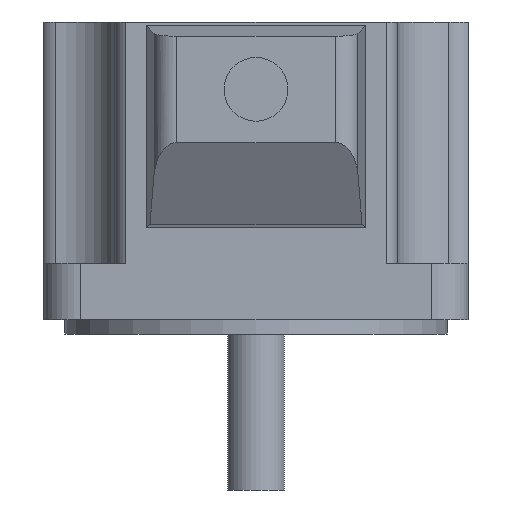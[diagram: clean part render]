
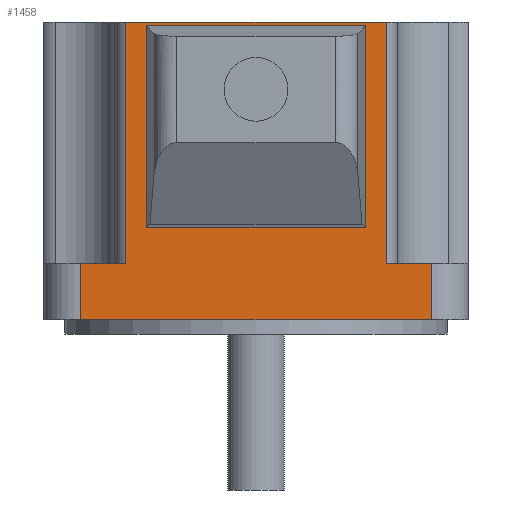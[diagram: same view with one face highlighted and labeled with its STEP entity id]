
A CAD part, front view. The second image highlights one B-rep face of the part: STEP entity #1458.
In plain terms, the highlighted planar face has unit normal (0, -1, 0).
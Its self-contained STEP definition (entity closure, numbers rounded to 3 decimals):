
#22 = EDGE_CURVE ( 'NONE', #391, #1005, #36, .T. ) ;
#36 = LINE ( 'NONE', #1150, #1717 ) ;
#54 = CARTESIAN_POINT ( 'NONE',  ( -18.397, -30., 42. ) ) ;
#130 = CARTESIAN_POINT ( 'NONE',  ( 24.7, -30., 0. ) ) ;
#139 = VECTOR ( 'NONE', #404, 1000. ) ;
#144 = EDGE_LOOP ( 'NONE', ( #1602, #1118, #1225, #1301, #683, #1437, #759, #1720 ) ) ;
#178 = CARTESIAN_POINT ( 'NONE',  ( -15.5, -30., 13. ) ) ;
#217 = VECTOR ( 'NONE', #1071, 1000. ) ;
#234 = ORIENTED_EDGE ( 'NONE', *, *, #1553, .F. ) ;
#238 = FACE_BOUND ( 'NONE', #1723, .T. ) ;
#247 = VECTOR ( 'NONE', #358, 1000. ) ;
#248 = VECTOR ( 'NONE', #1759, 1000. ) ;
#257 = PLANE ( 'NONE',  #697 ) ;
#261 = CARTESIAN_POINT ( 'NONE',  ( -24.7, -30., 8. ) ) ;
#273 = LINE ( 'NONE', #1430, #1115 ) ;
#274 = CARTESIAN_POINT ( 'NONE',  ( 15.5, -30., 41.5 ) ) ;
#287 = FACE_OUTER_BOUND ( 'NONE', #144, .T. ) ;
#323 = CARTESIAN_POINT ( 'NONE',  ( -30., -30., 41.5 ) ) ;
#331 = VECTOR ( 'NONE', #337, 1000. ) ;
#334 = VECTOR ( 'NONE', #1743, 1000. ) ;
#337 = DIRECTION ( 'NONE',  ( -1., 0., 0. ) ) ;
#349 = ORIENTED_EDGE ( 'NONE', *, *, #734, .F. ) ;
#351 = VERTEX_POINT ( 'NONE', #274 ) ;
#358 = DIRECTION ( 'NONE',  ( 0., 0., -1. ) ) ;
#391 = VERTEX_POINT ( 'NONE', #54 ) ;
#404 = DIRECTION ( 'NONE',  ( 1., 0., 0. ) ) ;
#467 = DIRECTION ( 'NONE',  ( -1., 0., 0. ) ) ;
#469 = LINE ( 'NONE', #585, #1166 ) ;
#484 = LINE ( 'NONE', #1367, #217 ) ;
#495 = EDGE_CURVE ( 'NONE', #1005, #1243, #1603, .T. ) ;
#504 = VERTEX_POINT ( 'NONE', #1030 ) ;
#532 = CARTESIAN_POINT ( 'NONE',  ( -15.5, -30., 8. ) ) ;
#533 = EDGE_CURVE ( 'NONE', #351, #1407, #1456, .T. ) ;
#567 = VERTEX_POINT ( 'NONE', #178 ) ;
#571 = CARTESIAN_POINT ( 'NONE',  ( -30., -30., 13. ) ) ;
#585 = CARTESIAN_POINT ( 'NONE',  ( 15.5, -30., 8. ) ) ;
#593 = LINE ( 'NONE', #1170, #334 ) ;
#633 = VECTOR ( 'NONE', #1756, 1000. ) ;
#670 = DIRECTION ( 'NONE',  ( 0., 0., 1. ) ) ;
#683 = ORIENTED_EDGE ( 'NONE', *, *, #495, .F. ) ;
#697 = AXIS2_PLACEMENT_3D ( 'NONE', #1391, #1706, #670 ) ;
#734 = EDGE_CURVE ( 'NONE', #1304, #351, #469, .T. ) ;
#738 = EDGE_CURVE ( 'NONE', #1795, #1258, #1159, .T. ) ;
#753 = CARTESIAN_POINT ( 'NONE',  ( 15.5, -30., 13. ) ) ;
#759 = ORIENTED_EDGE ( 'NONE', *, *, #1220, .F. ) ;
#811 = EDGE_CURVE ( 'NONE', #1407, #567, #948, .T. ) ;
#892 = CARTESIAN_POINT ( 'NONE',  ( -30., -30., 8. ) ) ;
#923 = VERTEX_POINT ( 'NONE', #261 ) ;
#929 = VECTOR ( 'NONE', #1746, 1000. ) ;
#939 = CARTESIAN_POINT ( 'NONE',  ( 18.397, -30., 42. ) ) ;
#948 = LINE ( 'NONE', #532, #247 ) ;
#1005 = VERTEX_POINT ( 'NONE', #939 ) ;
#1030 = CARTESIAN_POINT ( 'NONE',  ( 24.7, -30., 8. ) ) ;
#1038 = DIRECTION ( 'NONE',  ( 0., 0., 1. ) ) ;
#1071 = DIRECTION ( 'NONE',  ( 0., 0., 1. ) ) ;
#1082 = VECTOR ( 'NONE', #467, 1000. ) ;
#1107 = CARTESIAN_POINT ( 'NONE',  ( -18.397, -30., 8. ) ) ;
#1115 = VECTOR ( 'NONE', #1819, 1000. ) ;
#1118 = ORIENTED_EDGE ( 'NONE', *, *, #738, .F. ) ;
#1124 = EDGE_CURVE ( 'NONE', #504, #1795, #593, .T. ) ;
#1137 = DIRECTION ( 'NONE',  ( 1., 0., 0. ) ) ;
#1148 = LINE ( 'NONE', #571, #139 ) ;
#1150 = CARTESIAN_POINT ( 'NONE',  ( 16.9, -30., 42. ) ) ;
#1159 = LINE ( 'NONE', #1614, #331 ) ;
#1166 = VECTOR ( 'NONE', #1038, 1000. ) ;
#1170 = CARTESIAN_POINT ( 'NONE',  ( 24.7, -30., 8. ) ) ;
#1199 = ORIENTED_EDGE ( 'NONE', *, *, #811, .F. ) ;
#1220 = EDGE_CURVE ( 'NONE', #1565, #391, #484, .T. ) ;
#1225 = ORIENTED_EDGE ( 'NONE', *, *, #1124, .F. ) ;
#1243 = VERTEX_POINT ( 'NONE', #1640 ) ;
#1258 = VERTEX_POINT ( 'NONE', #1350 ) ;
#1277 = EDGE_CURVE ( 'NONE', #1258, #923, #1790, .T. ) ;
#1301 = ORIENTED_EDGE ( 'NONE', *, *, #1625, .F. ) ;
#1304 = VERTEX_POINT ( 'NONE', #753 ) ;
#1345 = LINE ( 'NONE', #892, #929 ) ;
#1350 = CARTESIAN_POINT ( 'NONE',  ( -24.7, -30., 0. ) ) ;
#1364 = EDGE_CURVE ( 'NONE', #923, #1565, #1345, .T. ) ;
#1367 = CARTESIAN_POINT ( 'NONE',  ( -18.397, -30., 8. ) ) ;
#1383 = ORIENTED_EDGE ( 'NONE', *, *, #533, .F. ) ;
#1391 = CARTESIAN_POINT ( 'NONE',  ( -30., -30., 8. ) ) ;
#1407 = VERTEX_POINT ( 'NONE', #1472 ) ;
#1430 = CARTESIAN_POINT ( 'NONE',  ( -30., -30., 8. ) ) ;
#1437 = ORIENTED_EDGE ( 'NONE', *, *, #22, .F. ) ;
#1456 = LINE ( 'NONE', #323, #1082 ) ;
#1458 = ADVANCED_FACE ( 'NONE', ( #238, #287 ), #257, .F. ) ;
#1472 = CARTESIAN_POINT ( 'NONE',  ( -15.5, -30., 41.5 ) ) ;
#1553 = EDGE_CURVE ( 'NONE', #567, #1304, #1148, .T. ) ;
#1565 = VERTEX_POINT ( 'NONE', #1107 ) ;
#1602 = ORIENTED_EDGE ( 'NONE', *, *, #1277, .F. ) ;
#1603 = LINE ( 'NONE', #1637, #633 ) ;
#1614 = CARTESIAN_POINT ( 'NONE',  ( -30., -30., 0. ) ) ;
#1625 = EDGE_CURVE ( 'NONE', #1243, #504, #273, .T. ) ;
#1637 = CARTESIAN_POINT ( 'NONE',  ( 18.397, -30., 42. ) ) ;
#1640 = CARTESIAN_POINT ( 'NONE',  ( 18.397, -30., 8. ) ) ;
#1648 = CARTESIAN_POINT ( 'NONE',  ( -24.7, -30., 8. ) ) ;
#1706 = DIRECTION ( 'NONE',  ( 0., 1., 0. ) ) ;
#1717 = VECTOR ( 'NONE', #1137, 1000. ) ;
#1720 = ORIENTED_EDGE ( 'NONE', *, *, #1364, .F. ) ;
#1723 = EDGE_LOOP ( 'NONE', ( #234, #1199, #1383, #349 ) ) ;
#1743 = DIRECTION ( 'NONE',  ( 0., 0., -1. ) ) ;
#1746 = DIRECTION ( 'NONE',  ( 1., 0., 0. ) ) ;
#1756 = DIRECTION ( 'NONE',  ( 0., 0., -1. ) ) ;
#1759 = DIRECTION ( 'NONE',  ( 0., 0., 1. ) ) ;
#1790 = LINE ( 'NONE', #1648, #248 ) ;
#1795 = VERTEX_POINT ( 'NONE', #130 ) ;
#1819 = DIRECTION ( 'NONE',  ( 1., 0., 0. ) ) ;
